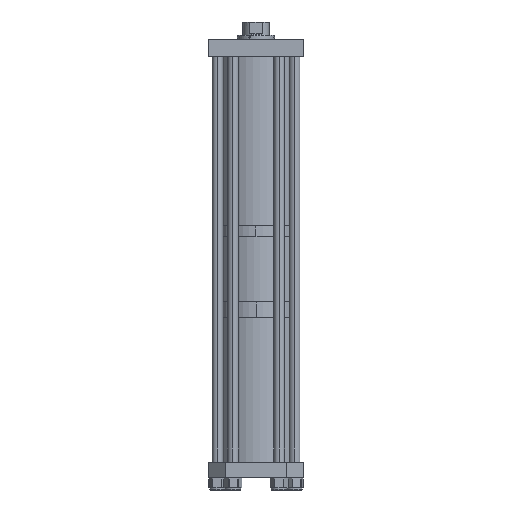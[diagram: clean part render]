
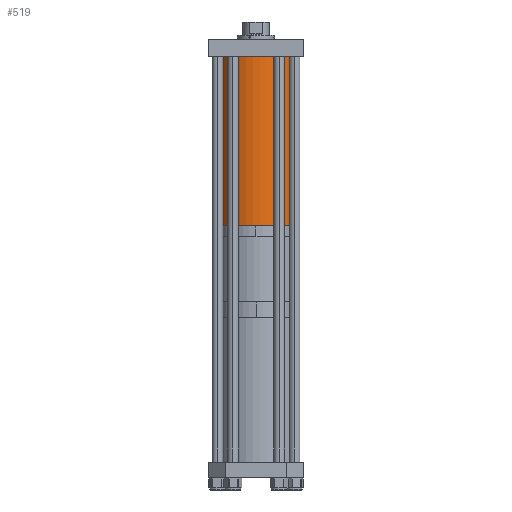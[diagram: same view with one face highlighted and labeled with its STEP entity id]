
A CAD part, left-side view. The second image highlights one B-rep face of the part: STEP entity #519.
In plain terms, the highlighted cylindrical face has radius 114.3 mm (diameter 228.6 mm), a partial arc.
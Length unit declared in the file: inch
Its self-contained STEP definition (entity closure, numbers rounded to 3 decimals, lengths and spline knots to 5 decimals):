
#519 = ADVANCED_FACE ( 'NONE', ( #1077 ), #1930, .T. ) ;
#736 = CARTESIAN_POINT ( 'NONE',  ( 4.5, 0., 19.382 ) ) ;
#932 = ORIENTED_EDGE ( 'NONE', *, *, #6327, .T. ) ;
#936 = EDGE_CURVE ( 'NONE', #10103, #9668, #9288, .T. ) ;
#1075 = LINE ( 'NONE', #6374, #8295 ) ;
#1077 = FACE_OUTER_BOUND ( 'NONE', #10834, .T. ) ;
#1652 = VERTEX_POINT ( 'NONE', #9569 ) ;
#1699 = ORIENTED_EDGE ( 'NONE', *, *, #936, .F. ) ;
#1930 = CYLINDRICAL_SURFACE ( 'NONE', #2502, 4.5 ) ;
#2090 = VERTEX_POINT ( 'NONE', #7443 ) ;
#2151 = AXIS2_PLACEMENT_3D ( 'NONE', #2558, #9429, #5130 ) ;
#2486 = EDGE_CURVE ( 'NONE', #1652, #2090, #4364, .T. ) ;
#2502 = AXIS2_PLACEMENT_3D ( 'NONE', #9943, #5573, #4561 ) ;
#2558 = CARTESIAN_POINT ( 'NONE',  ( 0., 0., 19.382 ) ) ;
#2785 = EDGE_CURVE ( 'NONE', #9668, #2090, #4674, .T. ) ;
#3284 = VECTOR ( 'NONE', #8222, 39.37008 ) ;
#4364 = CIRCLE ( 'NONE', #10403, 4.5 ) ;
#4561 = DIRECTION ( 'NONE',  ( -1., 0., 0. ) ) ;
#4674 = LINE ( 'NONE', #6385, #3284 ) ;
#4739 = DIRECTION ( 'NONE',  ( 0., 0., 1. ) ) ;
#4846 = CARTESIAN_POINT ( 'NONE',  ( 0., 0., 0. ) ) ;
#5130 = DIRECTION ( 'NONE',  ( 1., 0., 0. ) ) ;
#5573 = DIRECTION ( 'NONE',  ( 0., 0., -1. ) ) ;
#6327 = EDGE_CURVE ( 'NONE', #10103, #1652, #1075, .T. ) ;
#6374 = CARTESIAN_POINT ( 'NONE',  ( 4.5, 0., 19.382 ) ) ;
#6385 = CARTESIAN_POINT ( 'NONE',  ( -4.5, 0., 19.382 ) ) ;
#6956 = ORIENTED_EDGE ( 'NONE', *, *, #2486, .T. ) ;
#7443 = CARTESIAN_POINT ( 'NONE',  ( -4.5, 0., 0. ) ) ;
#8222 = DIRECTION ( 'NONE',  ( 0., 0., -1. ) ) ;
#8295 = VECTOR ( 'NONE', #8439, 39.37008 ) ;
#8332 = DIRECTION ( 'NONE',  ( 1., 0., 0. ) ) ;
#8439 = DIRECTION ( 'NONE',  ( 0., 0., -1. ) ) ;
#9175 = ORIENTED_EDGE ( 'NONE', *, *, #2785, .F. ) ;
#9288 = CIRCLE ( 'NONE', #2151, 4.5 ) ;
#9429 = DIRECTION ( 'NONE',  ( 0., 0., 1. ) ) ;
#9569 = CARTESIAN_POINT ( 'NONE',  ( 4.5, 0., 0. ) ) ;
#9668 = VERTEX_POINT ( 'NONE', #10423 ) ;
#9943 = CARTESIAN_POINT ( 'NONE',  ( 0., 0., 19.382 ) ) ;
#10103 = VERTEX_POINT ( 'NONE', #736 ) ;
#10403 = AXIS2_PLACEMENT_3D ( 'NONE', #4846, #4739, #8332 ) ;
#10423 = CARTESIAN_POINT ( 'NONE',  ( -4.5, 0., 19.382 ) ) ;
#10834 = EDGE_LOOP ( 'NONE', ( #1699, #932, #6956, #9175 ) ) ;
